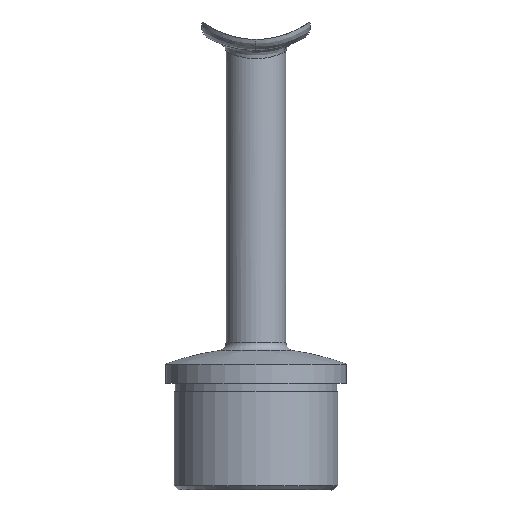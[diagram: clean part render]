
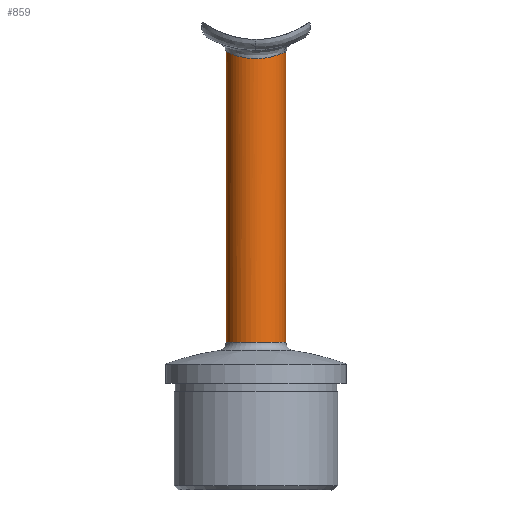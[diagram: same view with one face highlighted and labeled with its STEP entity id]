
A CAD part, front view. The second image highlights one B-rep face of the part: STEP entity #859.
In plain terms, the highlighted cylindrical face has radius 7 mm (diameter 14 mm), a partial arc.
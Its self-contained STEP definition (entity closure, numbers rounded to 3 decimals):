
#125 = EDGE_CURVE ( 'NONE', #293, #1282, #2555, .T. ) ;
#138 = EDGE_CURVE ( 'NONE', #507, #548, #2216, .T. ) ;
#146 = CARTESIAN_POINT ( 'NONE',  ( 5.214, -4.688, -3.613 ) ) ;
#207 = CARTESIAN_POINT ( 'NONE',  ( 7., -0.382, -2.873 ) ) ;
#293 = VERTEX_POINT ( 'NONE', #1514 ) ;
#322 = CARTESIAN_POINT ( 'NONE',  ( 6.638, -2.221, -3.041 ) ) ;
#347 = CARTESIAN_POINT ( 'NONE',  ( 6.049, -3.529, -3.295 ) ) ;
#398 = CARTESIAN_POINT ( 'NONE',  ( 6.758, -1.863, -2.987 ) ) ;
#400 = CARTESIAN_POINT ( 'NONE',  ( 7., 0., -80.5 ) ) ;
#412 = CARTESIAN_POINT ( 'NONE',  ( -4.777, -5.133, -3.759 ) ) ;
#505 = CARTESIAN_POINT ( 'NONE',  ( 0., 0., -80.5 ) ) ;
#507 = VERTEX_POINT ( 'NONE', #899 ) ;
#514 = CARTESIAN_POINT ( 'NONE',  ( -2.525, -6.532, -4.295 ) ) ;
#548 = VERTEX_POINT ( 'NONE', #1586 ) ;
#602 = CARTESIAN_POINT ( 'NONE',  ( 7., 0., -2.873 ) ) ;
#655 = B_SPLINE_CURVE_WITH_KNOTS ( 'NONE', 3,
 ( #1604, #207, #2180, #2394, #398, #1986 ),
 .UNSPECIFIED., .F., .F.,
 ( 4, 2, 4 ),
 ( 0., 0.001, 0.002 ),
 .UNSPECIFIED. ) ;
#720 = CARTESIAN_POINT ( 'NONE',  ( 4.327, -5.517, -3.894 ) ) ;
#732 = CARTESIAN_POINT ( 'NONE',  ( -0.718, -6.975, -4.489 ) ) ;
#780 = EDGE_CURVE ( 'NONE', #1282, #548, #2095, .T. ) ;
#859 = ADVANCED_FACE ( 'NONE', ( #1866 ), #1492, .T. ) ;
#885 = AXIS2_PLACEMENT_3D ( 'NONE', #505, #1675, #2268 ) ;
#893 = CARTESIAN_POINT ( 'NONE',  ( -1.538, -6.841, -4.429 ) ) ;
#896 = CARTESIAN_POINT ( 'NONE',  ( -7., 0., -80.5 ) ) ;
#899 = CARTESIAN_POINT ( 'NONE',  ( 6.638, -2.221, -3.041 ) ) ;
#905 = CARTESIAN_POINT ( 'NONE',  ( 1.763, -6.777, -4.401 ) ) ;
#919 = CARTESIAN_POINT ( 'NONE',  ( 5.596, -4.21, -3.473 ) ) ;
#925 = ORIENTED_EDGE ( 'NONE', *, *, #125, .F. ) ;
#933 = CARTESIAN_POINT ( 'NONE',  ( -0.295, -7.006, -4.503 ) ) ;
#947 = CARTESIAN_POINT ( 'NONE',  ( -6.806, -1.651, -2.965 ) ) ;
#974 = CARTESIAN_POINT ( 'NONE',  ( -6.244, -3.19, -3.215 ) ) ;
#1074 = DIRECTION ( 'NONE',  ( 0., 0., 1. ) ) ;
#1111 = CARTESIAN_POINT ( 'NONE',  ( 6.506, -2.616, -3.101 ) ) ;
#1146 = CARTESIAN_POINT ( 'NONE',  ( -3.809, -5.887, -4.033 ) ) ;
#1159 = CARTESIAN_POINT ( 'NONE',  ( -7., -0.415, -2.873 ) ) ;
#1201 = CARTESIAN_POINT ( 'NONE',  ( -6.633, -2.245, -3.044 ) ) ;
#1213 = CARTESIAN_POINT ( 'NONE',  ( -5.828, -3.899, -3.385 ) ) ;
#1282 = VERTEX_POINT ( 'NONE', #2420 ) ;
#1326 = EDGE_CURVE ( 'NONE', #1332, #507, #655, .T. ) ;
#1327 = CARTESIAN_POINT ( 'NONE',  ( 6.342, -2.992, -3.174 ) ) ;
#1332 = VERTEX_POINT ( 'NONE', #602 ) ;
#1338 = CARTESIAN_POINT ( 'NONE',  ( 2.163, -6.661, -4.35 ) ) ;
#1348 = EDGE_LOOP ( 'NONE', ( #1737, #925, #2379, #2053, #2306 ) ) ;
#1395 = CARTESIAN_POINT ( 'NONE',  ( -6.852, -1.446, -2.943 ) ) ;
#1487 = CARTESIAN_POINT ( 'NONE',  ( 0., 0., -70.899 ) ) ;
#1492 = CYLINDRICAL_SURFACE ( 'NONE', #885, 7. ) ;
#1512 = CARTESIAN_POINT ( 'NONE',  ( -2.719, -6.454, -4.262 ) ) ;
#1514 = CARTESIAN_POINT ( 'NONE',  ( 7., 0., -70.899 ) ) ;
#1518 = VECTOR ( 'NONE', #1074, 1000. ) ;
#1525 = CARTESIAN_POINT ( 'NONE',  ( 2.932, -6.37, -4.227 ) ) ;
#1535 = CARTESIAN_POINT ( 'NONE',  ( -3.094, -6.283, -4.192 ) ) ;
#1586 = CARTESIAN_POINT ( 'NONE',  ( -7., 0., -2.873 ) ) ;
#1604 = CARTESIAN_POINT ( 'NONE',  ( 7., 0., -2.873 ) ) ;
#1675 = DIRECTION ( 'NONE',  ( 0., 0., 1. ) ) ;
#1710 = CARTESIAN_POINT ( 'NONE',  ( 1.56, -6.827, -4.423 ) ) ;
#1737 = ORIENTED_EDGE ( 'NONE', *, *, #780, .F. ) ;
#1755 = CARTESIAN_POINT ( 'NONE',  ( -5.066, -4.848, -3.664 ) ) ;
#1763 = AXIS2_PLACEMENT_3D ( 'NONE', #1487, #1923, #2513 ) ;
#1785 = CARTESIAN_POINT ( 'NONE',  ( -6.963, -0.828, -2.89 ) ) ;
#1866 = FACE_OUTER_BOUND ( 'NONE', #1348, .T. ) ;
#1889 = CARTESIAN_POINT ( 'NONE',  ( 3.994, -5.763, -3.986 ) ) ;
#1903 = CARTESIAN_POINT ( 'NONE',  ( 2.359, -6.594, -4.322 ) ) ;
#1913 = CARTESIAN_POINT ( 'NONE',  ( 5.717, -4.044, -3.427 ) ) ;
#1923 = DIRECTION ( 'NONE',  ( 0., 0., -1. ) ) ;
#1961 = CARTESIAN_POINT ( 'NONE',  ( -5.591, -4.232, -3.477 ) ) ;
#1986 = CARTESIAN_POINT ( 'NONE',  ( 6.638, -2.221, -3.041 ) ) ;
#1988 = LINE ( 'NONE', #400, #2086 ) ;
#2053 = ORIENTED_EDGE ( 'NONE', *, *, #1326, .T. ) ;
#2078 = CARTESIAN_POINT ( 'NONE',  ( 4.935, -4.981, -3.708 ) ) ;
#2086 = VECTOR ( 'NONE', #2398, 1000. ) ;
#2095 = LINE ( 'NONE', #896, #1518 ) ;
#2126 = CARTESIAN_POINT ( 'NONE',  ( 0.948, -6.948, -4.476 ) ) ;
#2171 = CARTESIAN_POINT ( 'NONE',  ( -6.419, -2.821, -3.139 ) ) ;
#2180 = CARTESIAN_POINT ( 'NONE',  ( 6.969, -0.758, -2.888 ) ) ;
#2216 = B_SPLINE_CURVE_WITH_KNOTS ( 'NONE', 3,
 ( #322, #1111, #1327, #347, #2276, #1913, #919, #146, #2078, #720, #1889, #2527, #1525, #1903, #1338, #905, #1710, #2126, #2312, #933, #732, #893, #2501, #514, #1512, #1535, #2324, #1146, #2299, #412, #1755, #1961, #1213, #974, #2171, #1201, #2336, #947, #1395, #1785, #1159, #2399 ),
 .UNSPECIFIED., .F., .F.,
 ( 4, 2, 2, 2, 2, 2, 2, 2, 2, 2, 2, 2, 2, 2, 2, 2, 2, 2, 2, 2, 4 ),
 ( 0.002, 0.004, 0.004, 0.005, 0.006, 0.007, 0.008, 0.009, 0.01, 0.011, 0.012, 0.013, 0.014, 0.015, 0.016, 0.017, 0.018, 0.02, 0.02, 0.021, 0.022 ),
 .UNSPECIFIED. ) ;
#2268 = DIRECTION ( 'NONE',  ( 1., 0., 0. ) ) ;
#2276 = CARTESIAN_POINT ( 'NONE',  ( 5.944, -3.703, -3.338 ) ) ;
#2299 = CARTESIAN_POINT ( 'NONE',  ( -4.144, -5.656, -3.945 ) ) ;
#2306 = ORIENTED_EDGE ( 'NONE', *, *, #138, .T. ) ;
#2312 = CARTESIAN_POINT ( 'NONE',  ( 0.537, -6.992, -4.496 ) ) ;
#2324 = CARTESIAN_POINT ( 'NONE',  ( -3.276, -6.189, -4.154 ) ) ;
#2336 = CARTESIAN_POINT ( 'NONE',  ( -6.696, -2.05, -3.015 ) ) ;
#2342 = EDGE_CURVE ( 'NONE', #293, #1332, #1988, .T. ) ;
#2379 = ORIENTED_EDGE ( 'NONE', *, *, #2342, .T. ) ;
#2394 = CARTESIAN_POINT ( 'NONE',  ( 6.848, -1.498, -2.945 ) ) ;
#2398 = DIRECTION ( 'NONE',  ( 0., 0., 1. ) ) ;
#2399 = CARTESIAN_POINT ( 'NONE',  ( -7., 0., -2.873 ) ) ;
#2420 = CARTESIAN_POINT ( 'NONE',  ( -7., 0., -70.899 ) ) ;
#2501 = CARTESIAN_POINT ( 'NONE',  ( -1.939, -6.739, -4.384 ) ) ;
#2513 = DIRECTION ( 'NONE',  ( -1., 0., 0. ) ) ;
#2527 = CARTESIAN_POINT ( 'NONE',  ( 3.297, -6.188, -4.152 ) ) ;
#2555 = CIRCLE ( 'NONE', #1763, 7. ) ;
